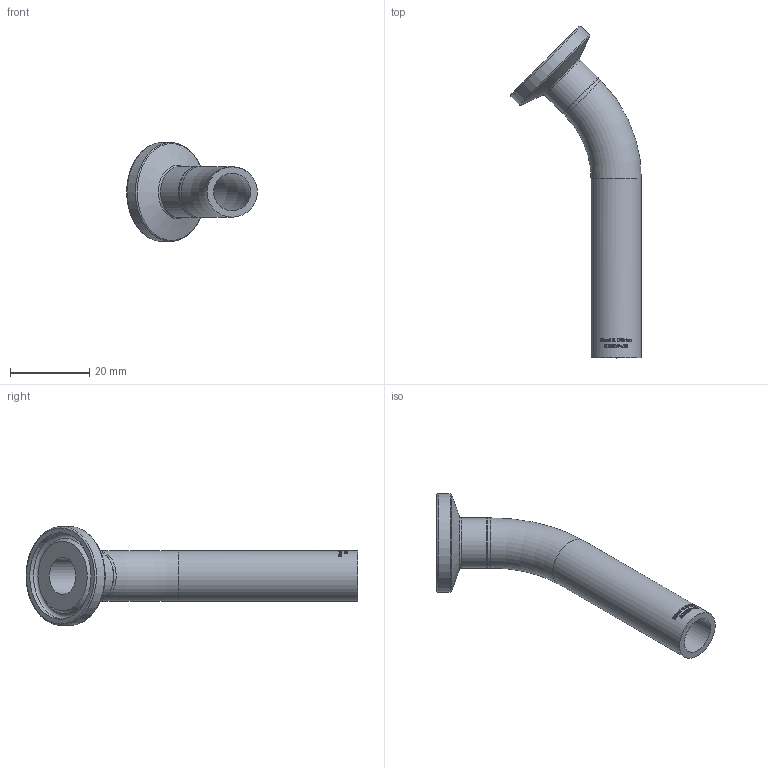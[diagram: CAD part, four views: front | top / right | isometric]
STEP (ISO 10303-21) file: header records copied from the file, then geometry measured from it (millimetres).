
FILE_DESCRIPTION(/* description */ (''),/* implementation_level */ '2;1');
FILE_NAME(/* name */ 'S2KKW-.50.stp',/* time_stamp */ '2018-11-16T09:56:14-05:00',/* author */ ('rick'),/* organization */ (''),/* preprocessor_version */ 'ST-DEVELOPER v15.2',/* originating_system */ 'Autodesk Inventor 2014',/* authorisation */ '');
FILE_SCHEMA (('AUTOMOTIVE_DESIGN { 1 0 10303 214 3 1 1 }'));
Length unit declared in the file: inch
Products named in the file (1): S2KKW-.50
Bounding box: 32.99 x 83.79 x 24.99 mm (x, y, z)
Volume: 5964.7 mm3; surface area: 6704.7 mm2
Topology: 1 solids, 1 shells, 368 faces, 984 edges, 653 vertices
Faces by surface type: bspline 171, plane 147, cylinder 40, torus 8, cone 2
Full cylindrical faces by diameter (mm): 9.398 x3, 12.7 x3, 21.895 x1, 24.994 x1
Entity records: 14446 total; most frequent: CARTESIAN_POINT 6235, ORIENTED_EDGE 1924, DIRECTION 1215, EDGE_CURVE 962, VERTEX_POINT 649, EDGE_LOOP 423, LINE 421, VECTOR 421
